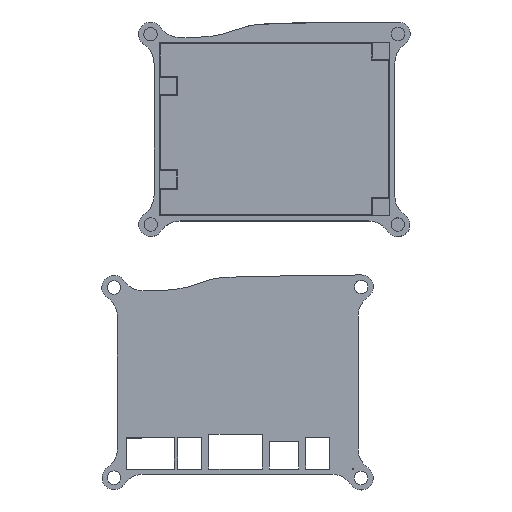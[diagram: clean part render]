
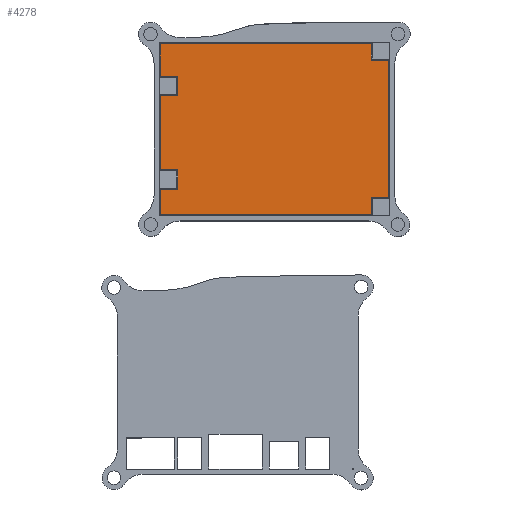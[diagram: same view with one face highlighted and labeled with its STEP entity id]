
A CAD part, top view. The second image highlights one B-rep face of the part: STEP entity #4278.
In plain terms, the highlighted planar face has unit normal (0, 0, 1).
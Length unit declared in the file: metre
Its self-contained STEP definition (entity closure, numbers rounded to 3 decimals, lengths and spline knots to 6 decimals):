
#758=ORIENTED_EDGE('',*,*,#1821,.T.);
#759=ORIENTED_EDGE('',*,*,#1822,.T.);
#760=ORIENTED_EDGE('',*,*,#1823,.T.);
#761=ORIENTED_EDGE('',*,*,#1824,.T.);
#762=ORIENTED_EDGE('',*,*,#1825,.T.);
#763=ORIENTED_EDGE('',*,*,#1826,.T.);
#764=ORIENTED_EDGE('',*,*,#1827,.T.);
#765=ORIENTED_EDGE('',*,*,#1828,.T.);
#766=ORIENTED_EDGE('',*,*,#1829,.T.);
#767=ORIENTED_EDGE('',*,*,#1830,.T.);
#768=ORIENTED_EDGE('',*,*,#1831,.T.);
#769=ORIENTED_EDGE('',*,*,#1832,.F.);
#770=ORIENTED_EDGE('',*,*,#1833,.F.);
#771=ORIENTED_EDGE('',*,*,#1834,.F.);
#772=ORIENTED_EDGE('',*,*,#1835,.T.);
#773=ORIENTED_EDGE('',*,*,#1836,.T.);
#774=ORIENTED_EDGE('',*,*,#1837,.T.);
#775=ORIENTED_EDGE('',*,*,#1838,.F.);
#776=ORIENTED_EDGE('',*,*,#1839,.T.);
#777=ORIENTED_EDGE('',*,*,#1840,.T.);
#1821=EDGE_CURVE('',#2382,#2383,#2788,.T.);
#1822=EDGE_CURVE('',#2383,#2384,#2789,.T.);
#1823=EDGE_CURVE('',#2384,#2385,#2790,.T.);
#1824=EDGE_CURVE('',#2385,#2386,#2791,.F.);
#1825=EDGE_CURVE('',#2386,#2387,#2792,.T.);
#1826=EDGE_CURVE('',#2387,#2388,#2793,.F.);
#1827=EDGE_CURVE('',#2388,#2389,#2794,.F.);
#1828=EDGE_CURVE('',#2389,#2390,#2795,.T.);
#1829=EDGE_CURVE('',#2390,#2391,#2796,.T.);
#1830=EDGE_CURVE('',#2391,#2392,#2797,.F.);
#1831=EDGE_CURVE('',#2392,#2393,#2798,.T.);
#1832=EDGE_CURVE('',#2394,#2393,#2799,.T.);
#1833=EDGE_CURVE('',#2232,#2394,#2800,.T.);
#1834=EDGE_CURVE('',#2395,#2232,#2801,.T.);
#1835=EDGE_CURVE('',#2395,#2396,#2802,.F.);
#1836=EDGE_CURVE('',#2396,#2397,#2803,.T.);
#1837=EDGE_CURVE('',#2397,#2398,#2804,.F.);
#1838=EDGE_CURVE('',#2399,#2398,#2805,.T.);
#1839=EDGE_CURVE('',#2399,#2400,#2806,.T.);
#1840=EDGE_CURVE('',#2400,#2382,#2807,.T.);
#2232=VERTEX_POINT('',#6634);
#2382=VERTEX_POINT('',#6939);
#2383=VERTEX_POINT('',#6940);
#2384=VERTEX_POINT('',#6942);
#2385=VERTEX_POINT('',#6944);
#2386=VERTEX_POINT('',#6946);
#2387=VERTEX_POINT('',#6948);
#2388=VERTEX_POINT('',#6950);
#2389=VERTEX_POINT('',#6952);
#2390=VERTEX_POINT('',#6954);
#2391=VERTEX_POINT('',#6956);
#2392=VERTEX_POINT('',#6958);
#2393=VERTEX_POINT('',#6960);
#2394=VERTEX_POINT('',#6962);
#2395=VERTEX_POINT('',#6965);
#2396=VERTEX_POINT('',#6967);
#2397=VERTEX_POINT('',#6969);
#2398=VERTEX_POINT('',#6971);
#2399=VERTEX_POINT('',#6973);
#2400=VERTEX_POINT('',#6975);
#2788=LINE('',#6938,#3283);
#2789=LINE('',#6941,#3284);
#2790=LINE('',#6943,#3285);
#2791=LINE('',#6945,#3286);
#2792=LINE('',#6947,#3287);
#2793=LINE('',#6949,#3288);
#2794=LINE('',#6951,#3289);
#2795=LINE('',#6953,#3290);
#2796=LINE('',#6955,#3291);
#2797=LINE('',#6957,#3292);
#2798=LINE('',#6959,#3293);
#2799=LINE('',#6961,#3294);
#2800=LINE('',#6963,#3295);
#2801=LINE('',#6964,#3296);
#2802=LINE('',#6966,#3297);
#2803=LINE('',#6968,#3298);
#2804=LINE('',#6970,#3299);
#2805=LINE('',#6972,#3300);
#2806=LINE('',#6974,#3301);
#2807=LINE('',#6976,#3302);
#3283=VECTOR('',#5343,1.);
#3284=VECTOR('',#5344,1.);
#3285=VECTOR('',#5345,1.);
#3286=VECTOR('',#5346,1.);
#3287=VECTOR('',#5347,1.);
#3288=VECTOR('',#5348,1.);
#3289=VECTOR('',#5349,1.);
#3290=VECTOR('',#5350,1.);
#3291=VECTOR('',#5351,1.);
#3292=VECTOR('',#5352,1.);
#3293=VECTOR('',#5353,1.);
#3294=VECTOR('',#5354,1.);
#3295=VECTOR('',#5355,1.);
#3296=VECTOR('',#5356,1.);
#3297=VECTOR('',#5357,1.);
#3298=VECTOR('',#5358,1.);
#3299=VECTOR('',#5359,1.);
#3300=VECTOR('',#5360,1.);
#3301=VECTOR('',#5361,1.);
#3302=VECTOR('',#5362,1.);
#3579=EDGE_LOOP('',(#758,#759,#760,#761,#762,#763,#764,#765,#766,#767,#768,
#769,#770,#771,#772,#773,#774,#775,#776,#777));
#3881=FACE_BOUND('',#3579,.T.);
#4098=PLANE('',#4568);
#4278=ADVANCED_FACE('',(#3881),#4098,.T.);
#4568=AXIS2_PLACEMENT_3D('',#6937,#5341,#5342);
#5341=DIRECTION('',(0.,0.,1.));
#5342=DIRECTION('',(1.,0.,0.));
#5343=DIRECTION('',(0.,-1.,0.));
#5344=DIRECTION('',(1.,0.,0.));
#5345=DIRECTION('',(0.,-1.,0.));
#5346=DIRECTION('',(1.,0.,0.));
#5347=DIRECTION('',(0.,-1.,0.));
#5348=DIRECTION('',(-1.,0.,0.));
#5349=DIRECTION('',(0.,1.,0.));
#5350=DIRECTION('',(-1.,0.,0.));
#5351=DIRECTION('',(0.,-1.,0.));
#5352=DIRECTION('',(-1.,0.,0.));
#5353=DIRECTION('',(0.,-1.,0.));
#5354=DIRECTION('',(-1.,0.,0.));
#5355=DIRECTION('',(-0.736,-0.677,0.));
#5356=DIRECTION('',(1.,0.,0.));
#5357=DIRECTION('',(0.,-1.,0.));
#5358=DIRECTION('',(1.,0.,0.));
#5359=DIRECTION('',(0.,-1.,0.));
#5360=DIRECTION('',(1.,0.,0.));
#5361=DIRECTION('',(0.,1.,0.));
#5362=DIRECTION('',(-1.,0.,0.));
#6634=CARTESIAN_POINT('',(0.039804,0.007634,0.0015));
#6937=CARTESIAN_POINT('',(0.00643,0.032642,0.0015));
#6938=CARTESIAN_POINT('',(-0.026596,0.032642,0.0015));
#6939=CARTESIAN_POINT('',(-0.026596,0.057434,0.0015));
#6940=CARTESIAN_POINT('',(-0.026596,0.048034,0.0015));
#6941=CARTESIAN_POINT('',(-0.021896,0.048034,0.0015));
#6942=CARTESIAN_POINT('',(-0.021596,0.048034,0.0015));
#6943=CARTESIAN_POINT('',(-0.021596,0.042734,0.0015));
#6944=CARTESIAN_POINT('',(-0.021596,0.042434,0.0015));
#6945=CARTESIAN_POINT('',(0.00643,0.042434,0.0015));
#6946=CARTESIAN_POINT('',(-0.026596,0.042434,0.0015));
#6947=CARTESIAN_POINT('',(-0.026596,0.032642,0.0015));
#6948=CARTESIAN_POINT('',(-0.026596,0.020934,0.0015));
#6949=CARTESIAN_POINT('',(-0.021896,0.020934,0.0015));
#6950=CARTESIAN_POINT('',(-0.021596,0.020934,0.0015));
#6951=CARTESIAN_POINT('',(-0.021596,0.015634,0.0015));
#6952=CARTESIAN_POINT('',(-0.021596,0.015334,0.0015));
#6953=CARTESIAN_POINT('',(0.00643,0.015334,0.0015));
#6954=CARTESIAN_POINT('',(-0.026596,0.015334,0.0015));
#6955=CARTESIAN_POINT('',(-0.026596,0.032642,0.0015));
#6956=CARTESIAN_POINT('',(-0.026596,0.007929,0.0015));
#6957=CARTESIAN_POINT('',(0.039798,0.007929,0.0015));
#6958=CARTESIAN_POINT('',(0.034398,0.007929,0.0015));
#6959=CARTESIAN_POINT('',(0.034398,0.032642,0.0015));
#6960=CARTESIAN_POINT('',(0.034398,0.007629,0.0015));
#6961=CARTESIAN_POINT('',(0.00643,0.007629,0.0015));
#6962=CARTESIAN_POINT('',(0.039798,0.007629,0.0015));
#6963=CARTESIAN_POINT('',(0.039801,0.007632,0.0015));
#6964=CARTESIAN_POINT('',(0.00643,0.007634,0.0015));
#6965=CARTESIAN_POINT('',(0.034504,0.007634,0.0015));
#6966=CARTESIAN_POINT('',(0.034504,0.012634,0.0015));
#6967=CARTESIAN_POINT('',(0.034504,0.012934,0.0015));
#6968=CARTESIAN_POINT('',(0.00643,0.012934,0.0015));
#6969=CARTESIAN_POINT('',(0.039504,0.012934,0.0015));
#6970=CARTESIAN_POINT('',(0.039504,0.052734,0.0015));
#6971=CARTESIAN_POINT('',(0.039504,0.052734,0.0015));
#6972=CARTESIAN_POINT('',(0.00643,0.052734,0.0015));
#6973=CARTESIAN_POINT('',(0.034504,0.052734,0.0015));
#6974=CARTESIAN_POINT('',(0.034504,0.032642,0.0015));
#6975=CARTESIAN_POINT('',(0.034504,0.057434,0.0015));
#6976=CARTESIAN_POINT('',(0.00643,0.057434,0.0015));
